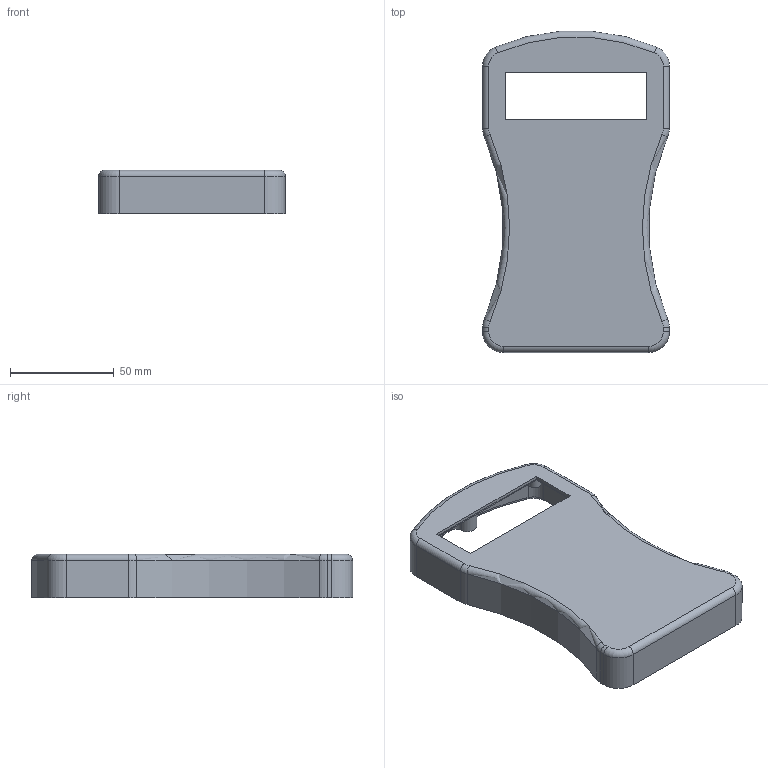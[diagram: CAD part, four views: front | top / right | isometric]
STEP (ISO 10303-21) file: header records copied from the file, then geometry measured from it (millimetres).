
FILE_DESCRIPTION(/* description */ (''),/* implementation_level */ '2;1');
FILE_NAME(/* name */ '',/* time_stamp */ '2025-09-16T10:07:16+02:00',/* author */ ('brodaric'),/* organization */ (''),/* preprocessor_version */ 'ST-DEVELOPER v20',/* originating_system */ 'Autodesk Inventor 2025',/* authorisation */ '');
FILE_SCHEMA (('AUTOMOTIVE_DESIGN { 1 0 10303 214 3 1 1 }'));
Length unit declared in the file: millimetre
Products named in the file (1): Pokrov škatle
Bounding box: 90 x 154.68 x 21 mm (x, y, z)
Volume: 59261.5 mm3; surface area: 39830.6 mm2
Topology: 1 solids, 1 shells, 139 faces, 343 edges, 214 vertices
Faces by surface type: cylinder 62, plane 43, torus 24, bspline 10
Full cylindrical faces by diameter (mm): 2 x4, 2.5 x3, 6 x4
Entity records: 4850 total; most frequent: CARTESIAN_POINT 1469, DIRECTION 739, ORIENTED_EDGE 682, EDGE_CURVE 341, AXIS2_PLACEMENT_3D 300, VERTEX_POINT 214, CIRCLE 168, EDGE_LOOP 151
